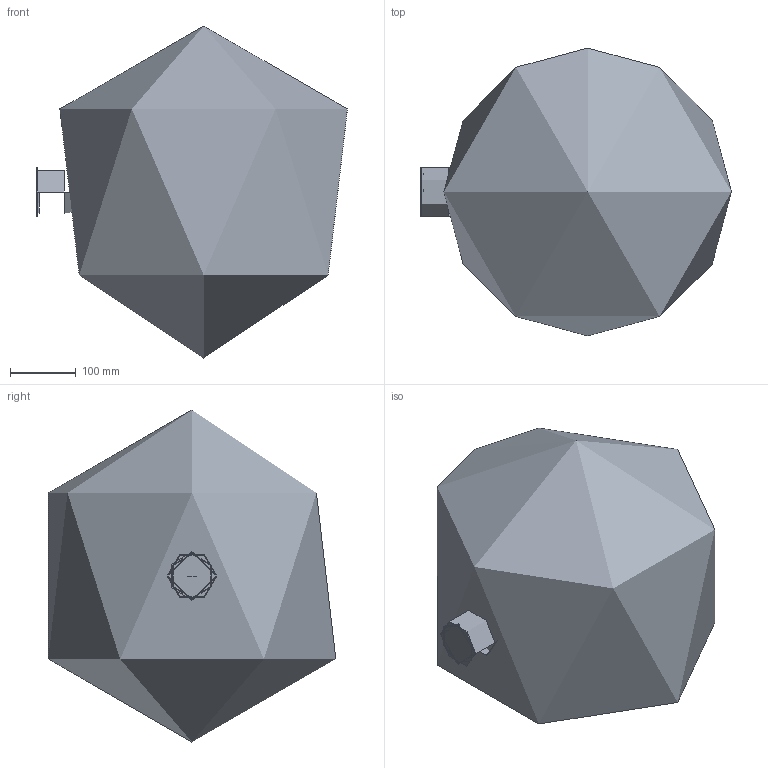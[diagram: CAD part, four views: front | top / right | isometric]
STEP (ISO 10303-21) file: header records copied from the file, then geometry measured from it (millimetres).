
FILE_DESCRIPTION (( 'STEP AP203' ), '1' );
FILE_NAME ('DP71429_TC4MHR048-C.step', '2021-10-05T08:46:54', ( '' ), ( '' ), 'SwSTEP 2.0', 'SolidWorks 2021', '' );
FILE_SCHEMA (( 'CONFIG_CONTROL_DESIGN' ));
Length unit declared in the file: millimetre
Products named in the file (1): DP71429_TC4MHR048-C
Bounding box: 471.95 x 436.48 x 504 mm (x, y, z)
Topology: 0 solids, 39 shells, 114 faces, 294 edges, 210 vertices
Faces by surface type: plane 46, cylinder 28, cone 26, torus 12, sphere 2
Full cylindrical faces by diameter (mm): 5.5 x1, 40 x1, 65 x1, 70 x2, 75 x1
Entity records: 4301 total; most frequent: CARTESIAN_POINT 883, DIRECTION 767, ORIENTED_EDGE 587, EDGE_CURVE 352, AXIS2_PLACEMENT_3D 306, VERTEX_POINT 238, CIRCLE 175, LINE 155
